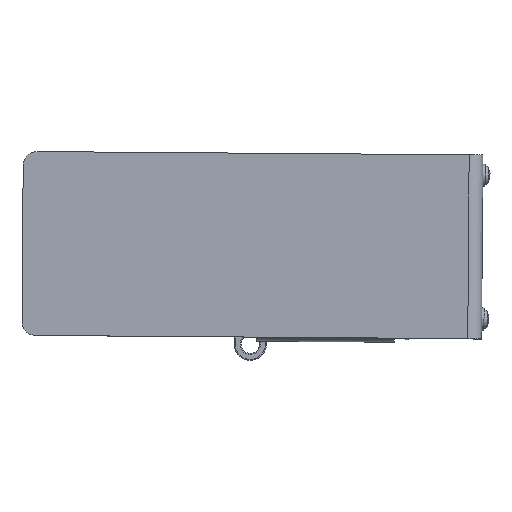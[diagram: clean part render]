
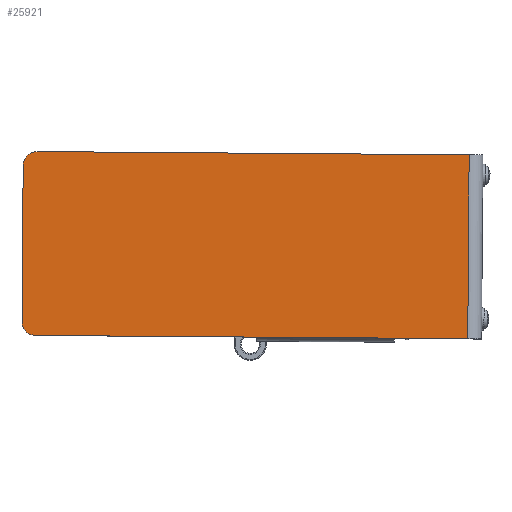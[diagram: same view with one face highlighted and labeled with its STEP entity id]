
A CAD part, top view. The second image highlights one B-rep face of the part: STEP entity #25921.
In plain terms, the highlighted face is planar.
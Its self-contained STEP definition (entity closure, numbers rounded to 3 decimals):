
#1245=PLANE('',#28239);
#3964=LINE('',#53762,#6060);
#3965=LINE('',#53765,#6061);
#3966=LINE('',#53769,#6062);
#3967=LINE('',#53772,#6063);
#6060=VECTOR('',#34557,10.);
#6061=VECTOR('',#34560,10.);
#6062=VECTOR('',#34563,10.);
#6063=VECTOR('',#34566,10.);
#7843=FACE_OUTER_BOUND('',#9261,.T.);
#9261=EDGE_LOOP('',(#24244,#24245,#24246,#24247,#24248,#24249));
#10234=CIRCLE('',#28240,3.);
#10235=CIRCLE('',#28241,3.);
#13000=VERTEX_POINT('',#53755);
#13003=VERTEX_POINT('',#53760);
#13004=VERTEX_POINT('',#53764);
#13005=VERTEX_POINT('',#53766);
#13006=VERTEX_POINT('',#53768);
#13007=VERTEX_POINT('',#53770);
#16777=EDGE_CURVE('',#13003,#13000,#3964,.T.);
#16778=EDGE_CURVE('',#13004,#13003,#3965,.T.);
#16779=EDGE_CURVE('',#13005,#13004,#10234,.T.);
#16780=EDGE_CURVE('',#13006,#13005,#3966,.T.);
#16781=EDGE_CURVE('',#13007,#13006,#10235,.T.);
#16782=EDGE_CURVE('',#13000,#13007,#3967,.T.);
#24244=ORIENTED_EDGE('',*,*,#16777,.F.);
#24245=ORIENTED_EDGE('',*,*,#16778,.F.);
#24246=ORIENTED_EDGE('',*,*,#16779,.F.);
#24247=ORIENTED_EDGE('',*,*,#16780,.F.);
#24248=ORIENTED_EDGE('',*,*,#16781,.F.);
#24249=ORIENTED_EDGE('',*,*,#16782,.F.);
#25921=ADVANCED_FACE('',(#7843),#1245,.T.);
#28239=AXIS2_PLACEMENT_3D('',#53763,#34558,#34559);
#28240=AXIS2_PLACEMENT_3D('',#53767,#34561,#34562);
#28241=AXIS2_PLACEMENT_3D('',#53771,#34564,#34565);
#34557=DIRECTION('',(0.,1.,0.));
#34558=DIRECTION('center_axis',(0.,0.,-1.));
#34559=DIRECTION('ref_axis',(-1.,0.,0.));
#34560=DIRECTION('',(1.,0.,0.));
#34561=DIRECTION('center_axis',(0.,0.,1.));
#34562=DIRECTION('ref_axis',(-0.707,-0.707,0.));
#34563=DIRECTION('',(0.,-1.,0.));
#34564=DIRECTION('center_axis',(0.,0.,1.));
#34565=DIRECTION('ref_axis',(-0.707,0.707,0.));
#34566=DIRECTION('',(-1.,0.,0.));
#53755=CARTESIAN_POINT('',(-58.,20.,0.));
#53760=CARTESIAN_POINT('',(-58.,-20.,0.));
#53762=CARTESIAN_POINT('',(-58.,0.,0.));
#53763=CARTESIAN_POINT('Origin',(-55.,0.,0.));
#53764=CARTESIAN_POINT('',(-152.,-20.,0.));
#53765=CARTESIAN_POINT('',(-155.,-20.,0.));
#53766=CARTESIAN_POINT('',(-155.,-17.,0.));
#53767=CARTESIAN_POINT('Origin',(-152.,-17.,0.));
#53768=CARTESIAN_POINT('',(-155.,17.,0.));
#53769=CARTESIAN_POINT('',(-155.,0.,0.));
#53770=CARTESIAN_POINT('',(-152.,20.,0.));
#53771=CARTESIAN_POINT('Origin',(-152.,17.,0.));
#53772=CARTESIAN_POINT('',(-155.,20.,0.));
